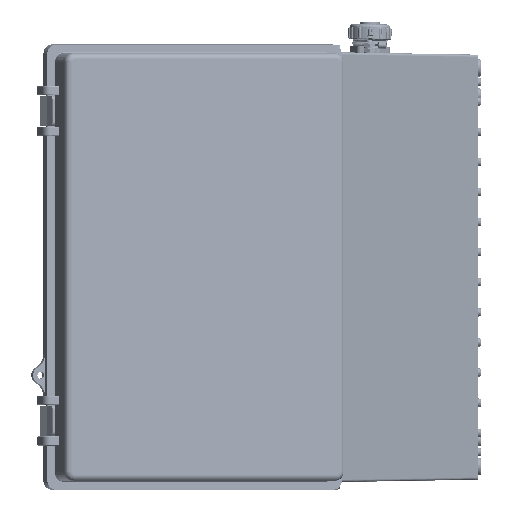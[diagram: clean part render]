
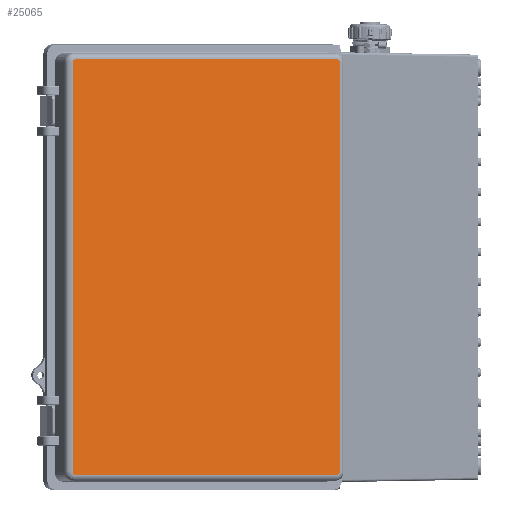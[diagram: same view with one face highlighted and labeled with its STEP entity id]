
A CAD part, left-side view. The second image highlights one B-rep face of the part: STEP entity #25065.
In plain terms, the highlighted face is planar.
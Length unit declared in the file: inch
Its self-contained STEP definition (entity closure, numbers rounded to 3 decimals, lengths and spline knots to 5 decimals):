
#1760 = EDGE_LOOP ( 'NONE', ( #21127, #145969, #133948, #107873, #153717, #32333, #152793, #41230 ) ) ;
#4103 = VERTEX_POINT ( 'NONE', #73086 ) ;
#5655 = LINE ( 'NONE', #6497, #129536 ) ;
#6322 = CARTESIAN_POINT ( 'NONE',  ( 4.71121, 1.21, 6.79213 ) ) ;
#6329 = DIRECTION ( 'NONE',  ( 0., 0., 1. ) ) ;
#6497 = CARTESIAN_POINT ( 'NONE',  ( -4.8112, 1.21, 6.69214 ) ) ;
#7476 = CARTESIAN_POINT ( 'NONE',  ( 4.71121, 1.21, 6.79213 ) ) ;
#8150 = VERTEX_POINT ( 'NONE', #147816 ) ;
#9856 = LINE ( 'NONE', #135540, #141279 ) ;
#11133 = VERTEX_POINT ( 'NONE', #108409 ) ;
#13760 = AXIS2_PLACEMENT_3D ( 'NONE', #48763, #84315, #85367 ) ;
#15705 = EDGE_CURVE ( 'NONE', #4103, #134497, #9856, .T. ) ;
#21127 = ORIENTED_EDGE ( 'NONE', *, *, #92533, .T. ) ;
#24815 = VECTOR ( 'NONE', #38524, 39.37008 ) ;
#25065 = ADVANCED_FACE ( 'NONE', ( #142422 ), #56859, .T. ) ;
#25413 = CARTESIAN_POINT ( 'NONE',  ( 4.8112, 1.21, -6.69214 ) ) ;
#27423 = VERTEX_POINT ( 'NONE', #67612 ) ;
#28405 = DIRECTION ( 'NONE',  ( 0., 1., 0. ) ) ;
#29434 = CARTESIAN_POINT ( 'NONE',  ( -4.71121, 1.21, -6.79213 ) ) ;
#32333 = ORIENTED_EDGE ( 'NONE', *, *, #35649, .T. ) ;
#35649 = EDGE_CURVE ( 'NONE', #147666, #4103, #85159, .T. ) ;
#38524 = DIRECTION ( 'NONE',  ( 0., 0., -1. ) ) ;
#40033 = DIRECTION ( 'NONE',  ( 0., 1., 0. ) ) ;
#40387 = AXIS2_PLACEMENT_3D ( 'NONE', #147571, #40033, #75136 ) ;
#41230 = ORIENTED_EDGE ( 'NONE', *, *, #89068, .T. ) ;
#41978 = CARTESIAN_POINT ( 'NONE',  ( -4.71121, 1.21, -6.69214 ) ) ;
#42132 = DIRECTION ( 'NONE',  ( 0., 0., 1. ) ) ;
#43319 = EDGE_CURVE ( 'NONE', #137457, #117827, #151223, .T. ) ;
#45873 = DIRECTION ( 'NONE',  ( 0., 1., 0. ) ) ;
#48763 = CARTESIAN_POINT ( 'NONE',  ( 4.71121, 1.21, 6.69214 ) ) ;
#51693 = CARTESIAN_POINT ( 'NONE',  ( -4.71121, 1.21, 6.69214 ) ) ;
#56859 = PLANE ( 'NONE',  #100416 ) ;
#64806 = DIRECTION ( 'NONE',  ( 0., 1., 0. ) ) ;
#67612 = CARTESIAN_POINT ( 'NONE',  ( -4.8112, 1.21, 6.69214 ) ) ;
#69414 = DIRECTION ( 'NONE',  ( 0., 0., 1. ) ) ;
#69937 = CARTESIAN_POINT ( 'NONE',  ( -4.71121, 1.21, -6.69214 ) ) ;
#72413 = AXIS2_PLACEMENT_3D ( 'NONE', #51693, #64806, #136668 ) ;
#73086 = CARTESIAN_POINT ( 'NONE',  ( 4.71121, 1.21, -6.79213 ) ) ;
#75136 = DIRECTION ( 'NONE',  ( 0., 0., 1. ) ) ;
#84315 = DIRECTION ( 'NONE',  ( 0., 1., 0. ) ) ;
#85159 = CIRCLE ( 'NONE', #40387, 0.09999 ) ;
#85367 = DIRECTION ( 'NONE',  ( 0., 0., 1. ) ) ;
#89068 = EDGE_CURVE ( 'NONE', #134497, #8150, #120868, .T. ) ;
#92533 = EDGE_CURVE ( 'NONE', #8150, #27423, #5655, .T. ) ;
#92930 = DIRECTION ( 'NONE',  ( 1., 0., 0. ) ) ;
#99778 = EDGE_CURVE ( 'NONE', #11133, #137457, #130483, .T. ) ;
#100416 = AXIS2_PLACEMENT_3D ( 'NONE', #69937, #45873, #69414 ) ;
#105533 = LINE ( 'NONE', #25413, #24815 ) ;
#106941 = CIRCLE ( 'NONE', #72413, 0.09999 ) ;
#107873 = ORIENTED_EDGE ( 'NONE', *, *, #43319, .T. ) ;
#108409 = CARTESIAN_POINT ( 'NONE',  ( -4.71121, 1.21, 6.79213 ) ) ;
#112210 = CARTESIAN_POINT ( 'NONE',  ( 4.8112, 1.21, -6.69214 ) ) ;
#117827 = VERTEX_POINT ( 'NONE', #140147 ) ;
#120641 = EDGE_CURVE ( 'NONE', #117827, #147666, #105533, .T. ) ;
#120831 = AXIS2_PLACEMENT_3D ( 'NONE', #41978, #28405, #6329 ) ;
#120868 = CIRCLE ( 'NONE', #120831, 0.09999 ) ;
#123956 = DIRECTION ( 'NONE',  ( -1., 0., 0. ) ) ;
#128172 = EDGE_CURVE ( 'NONE', #27423, #11133, #106941, .T. ) ;
#129536 = VECTOR ( 'NONE', #42132, 39.37008 ) ;
#130483 = LINE ( 'NONE', #7476, #153119 ) ;
#133948 = ORIENTED_EDGE ( 'NONE', *, *, #99778, .T. ) ;
#134497 = VERTEX_POINT ( 'NONE', #29434 ) ;
#135540 = CARTESIAN_POINT ( 'NONE',  ( -4.71121, 1.21, -6.79213 ) ) ;
#136668 = DIRECTION ( 'NONE',  ( 0., 0., 1. ) ) ;
#137457 = VERTEX_POINT ( 'NONE', #6322 ) ;
#140147 = CARTESIAN_POINT ( 'NONE',  ( 4.8112, 1.21, 6.69214 ) ) ;
#141279 = VECTOR ( 'NONE', #123956, 39.37008 ) ;
#142422 = FACE_OUTER_BOUND ( 'NONE', #1760, .T. ) ;
#145969 = ORIENTED_EDGE ( 'NONE', *, *, #128172, .T. ) ;
#147571 = CARTESIAN_POINT ( 'NONE',  ( 4.71121, 1.21, -6.69214 ) ) ;
#147666 = VERTEX_POINT ( 'NONE', #112210 ) ;
#147816 = CARTESIAN_POINT ( 'NONE',  ( -4.8112, 1.21, -6.69214 ) ) ;
#151223 = CIRCLE ( 'NONE', #13760, 0.09999 ) ;
#152793 = ORIENTED_EDGE ( 'NONE', *, *, #15705, .T. ) ;
#153119 = VECTOR ( 'NONE', #92930, 39.37008 ) ;
#153717 = ORIENTED_EDGE ( 'NONE', *, *, #120641, .T. ) ;
